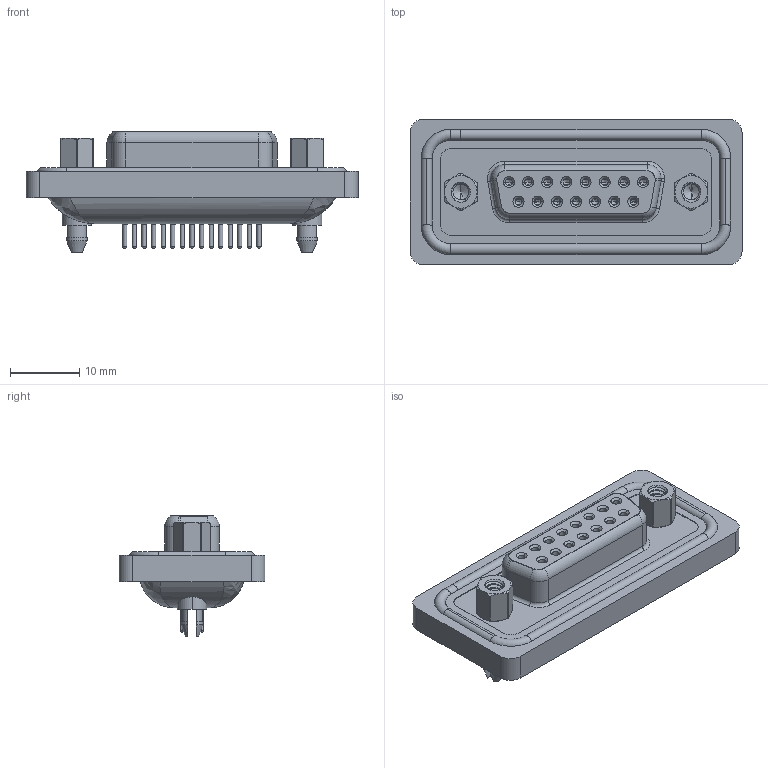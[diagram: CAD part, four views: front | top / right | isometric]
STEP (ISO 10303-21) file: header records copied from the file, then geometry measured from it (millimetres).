
FILE_DESCRIPTION (( 'STEP AP203' ), '1' );
FILE_NAME ('628-W15-220-013.STEP', '2021-04-06T14:46:42', ( '' ), ( '' ), 'SwSTEP 2.0', 'SolidWorks 2020', '' );
FILE_SCHEMA (( 'CONFIG_CONTROL_DESIGN' ));
Length unit declared in the file: millimetre
Products named in the file (8): 628W Waterproof Housing_15 Contacts BL; 628W 4-40 Threaded Boardlock; 628W Housing_15 Contacts; 628-W15-220-013; 628W Contact Row 1_20; 628W 4-40 Hex Standoff; 628W Contact Row 2_20; 628W Shell Front_15 Contacts
Assembly tree (22 placements, depth 2):
  628-W15-220-013
    628W Housing_15 Contacts
    628W Shell Front_15 Contacts
    628W Contact Row 1_20  x8
    628W Contact Row 2_20  x7
    628W 4-40 Threaded Boardlock  x2
    628W Waterproof Housing_15 Contacts BL
    628W 4-40 Hex Standoff  x2
Bounding box: 48 x 21.1 x 17.45 mm (x, y, z)
Volume: 6429.3 mm3; surface area: 10007.6 mm2
Topology: 23 solids, 23 shells, 1326 faces, 3190 edges, 1983 vertices
Faces by surface type: cylinder 567, plane 340, torus 260, cone 137, bspline 22
Entity records: 24860 total; most frequent: CARTESIAN_POINT 7946, DIRECTION 3478, ORIENTED_EDGE 3166, EDGE_CURVE 1583, AXIS2_PLACEMENT_3D 1441, VERTEX_POINT 1009, EDGE_LOOP 798, CIRCLE 771
